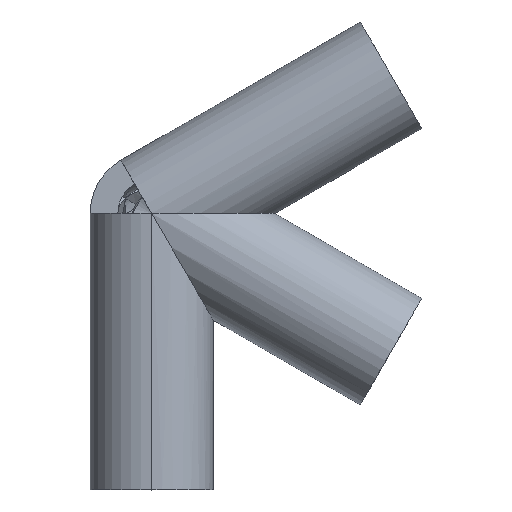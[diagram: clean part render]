
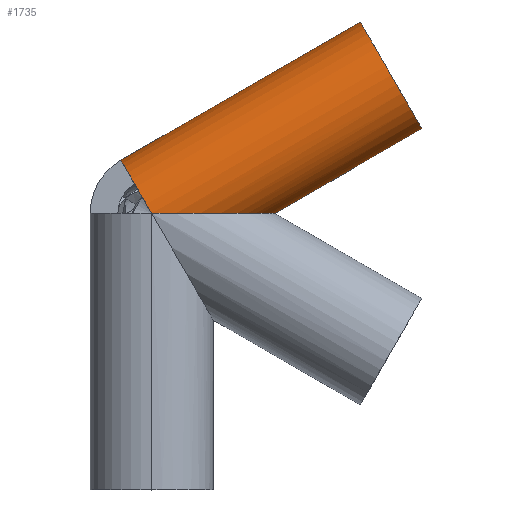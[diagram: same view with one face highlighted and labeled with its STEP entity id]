
A CAD part, top view. The second image highlights one B-rep face of the part: STEP entity #1735.
In plain terms, the highlighted cylindrical face has radius 4.45 mm (diameter 8.9 mm), a partial arc.
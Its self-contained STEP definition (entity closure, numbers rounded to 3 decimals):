
#13 = EDGE_CURVE ( 'NONE', #1793, #258, #4514, .T. ) ;
#96 = VECTOR ( 'NONE', #4987, 1000. ) ;
#258 = VERTEX_POINT ( 'NONE', #2213 ) ;
#377 = CARTESIAN_POINT ( 'NONE',  ( 2.225, -3.854, 0. ) ) ;
#425 = CARTESIAN_POINT ( 'NONE',  ( -2.225, 3.854, 0. ) ) ;
#818 = CARTESIAN_POINT ( 'NONE',  ( 17.321, 10., 0. ) ) ;
#854 = AXIS2_PLACEMENT_3D ( 'NONE', #5027, #4578, #2970 ) ;
#950 = CIRCLE ( 'NONE', #3707, 4.45 ) ;
#1043 = ORIENTED_EDGE ( 'NONE', *, *, #13, .F. ) ;
#1156 = CARTESIAN_POINT ( 'NONE',  ( 5.213, 0., 4.45 ) ) ;
#1209 = DIRECTION ( 'NONE',  ( 0.866, 0.5, 0. ) ) ;
#1272 = CARTESIAN_POINT ( 'NONE',  ( 8.9, 0., 0. ) ) ;
#1275 =( BOUNDED_CURVE ( )  B_SPLINE_CURVE ( 3, ( #1272, #4979, #1156, #5398 ),
 .UNSPECIFIED., .F., .F. ) 
 B_SPLINE_CURVE_WITH_KNOTS ( ( 4, 4 ),
 ( 0., 1.571 ),
 .UNSPECIFIED. ) 
 CURVE ( )  GEOMETRIC_REPRESENTATION_ITEM ( )  RATIONAL_B_SPLINE_CURVE ( ( 1., 0.805, 0.805, 1. ) ) 
 REPRESENTATION_ITEM ( '' )  );
#1609 = DIRECTION ( 'NONE',  ( -0.5, 0.866, 0. ) ) ;
#1735 = ADVANCED_FACE ( 'NONE', ( #4643 ), #3364, .T. ) ;
#1793 = VERTEX_POINT ( 'NONE', #425 ) ;
#1998 = CARTESIAN_POINT ( 'NONE',  ( -2.225, 3.854, 0. ) ) ;
#2027 = CARTESIAN_POINT ( 'NONE',  ( 0., 0., 4.45 ) ) ;
#2082 = DIRECTION ( 'NONE',  ( 0.866, 0.5, 0. ) ) ;
#2106 = EDGE_CURVE ( 'NONE', #1793, #4854, #4339, .T. ) ;
#2213 = CARTESIAN_POINT ( 'NONE',  ( 15.096, 13.854, 0. ) ) ;
#2407 = EDGE_CURVE ( 'NONE', #258, #3252, #950, .T. ) ;
#2429 = CARTESIAN_POINT ( 'NONE',  ( 19.546, 6.146, 0. ) ) ;
#2970 = DIRECTION ( 'NONE',  ( -0.5, 0.866, 0. ) ) ;
#2981 = EDGE_CURVE ( 'NONE', #4045, #3252, #4206, .T. ) ;
#3127 = ORIENTED_EDGE ( 'NONE', *, *, #2106, .T. ) ;
#3135 = ORIENTED_EDGE ( 'NONE', *, *, #2407, .F. ) ;
#3252 = VERTEX_POINT ( 'NONE', #2429 ) ;
#3364 = CYLINDRICAL_SURFACE ( 'NONE', #854, 4.45 ) ;
#3632 = EDGE_LOOP ( 'NONE', ( #3838, #3701, #3135, #1043, #3127 ) ) ;
#3695 = VECTOR ( 'NONE', #2082, 1000. ) ;
#3701 = ORIENTED_EDGE ( 'NONE', *, *, #2981, .T. ) ;
#3707 = AXIS2_PLACEMENT_3D ( 'NONE', #818, #1209, #5001 ) ;
#3819 = DIRECTION ( 'NONE',  ( 0.866, 0.5, 0. ) ) ;
#3838 = ORIENTED_EDGE ( 'NONE', *, *, #4662, .F. ) ;
#4045 = VERTEX_POINT ( 'NONE', #4404 ) ;
#4069 = AXIS2_PLACEMENT_3D ( 'NONE', #5429, #3819, #1609 ) ;
#4206 = LINE ( 'NONE', #377, #3695 ) ;
#4339 = CIRCLE ( 'NONE', #4069, 4.45 ) ;
#4404 = CARTESIAN_POINT ( 'NONE',  ( 8.9, 0., 0. ) ) ;
#4514 = LINE ( 'NONE', #1998, #96 ) ;
#4578 = DIRECTION ( 'NONE',  ( 0.866, 0.5, 0. ) ) ;
#4643 = FACE_OUTER_BOUND ( 'NONE', #3632, .T. ) ;
#4662 = EDGE_CURVE ( 'NONE', #4045, #4854, #1275, .T. ) ;
#4854 = VERTEX_POINT ( 'NONE', #2027 ) ;
#4979 = CARTESIAN_POINT ( 'NONE',  ( 8.9, 0., 2.607 ) ) ;
#4987 = DIRECTION ( 'NONE',  ( 0.866, 0.5, 0. ) ) ;
#5001 = DIRECTION ( 'NONE',  ( -0.5, 0.866, 0. ) ) ;
#5027 = CARTESIAN_POINT ( 'NONE',  ( 0., 0., 0. ) ) ;
#5398 = CARTESIAN_POINT ( 'NONE',  ( 0., 0., 4.45 ) ) ;
#5429 = CARTESIAN_POINT ( 'NONE',  ( 0., 0., 0. ) ) ;
